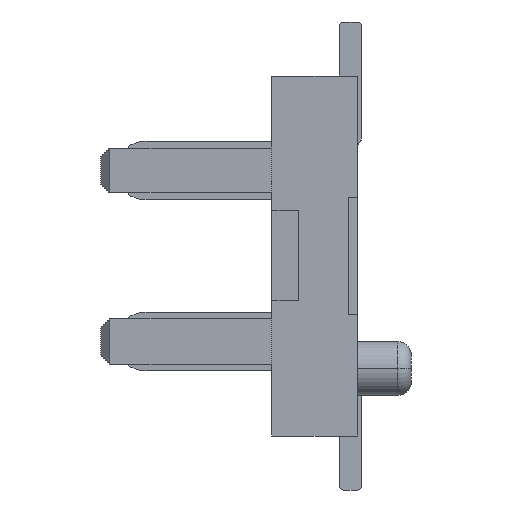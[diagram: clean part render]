
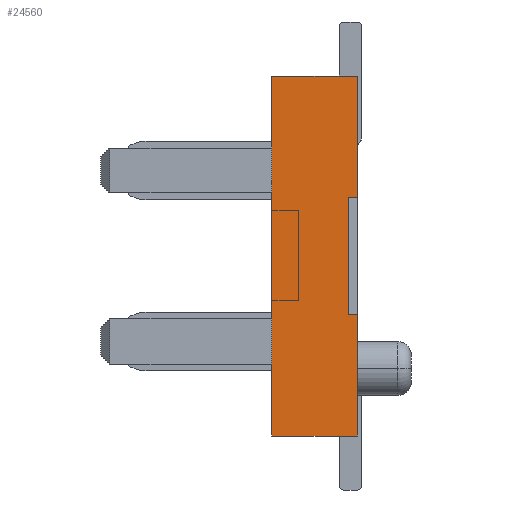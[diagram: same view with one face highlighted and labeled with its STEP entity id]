
A CAD part, left-side view. The second image highlights one B-rep face of the part: STEP entity #24560.
In plain terms, the highlighted planar face has unit normal (-1, 0, 0).
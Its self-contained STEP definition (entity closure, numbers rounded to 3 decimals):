
#1=DIRECTION('',(0.,0.,1.));
#2=VECTOR('',#1,4.);
#3=CARTESIAN_POINT('',(-12.95,0.95,-2.));
#4=LINE('',#3,#2);
#1213=DIRECTION('',(0.,1.,0.));
#1214=VECTOR('',#1213,0.95);
#1215=CARTESIAN_POINT('',(-12.95,0.,-2.));
#1216=LINE('',#1215,#1214);
#10401=DIRECTION('',(0.,0.,-1.));
#10402=VECTOR('',#10401,1.35);
#10403=CARTESIAN_POINT('',(-12.95,0.,2.));
#10404=LINE('',#10403,#10402);
#10417=DIRECTION('',(0.,0.,-1.));
#10418=VECTOR('',#10417,1.35);
#10419=CARTESIAN_POINT('',(-12.95,0.,-0.65));
#10420=LINE('',#10419,#10418);
#10431=DIRECTION('',(0.,-1.,0.));
#10432=VECTOR('',#10431,0.1);
#10433=CARTESIAN_POINT('',(-12.95,0.1,0.65));
#10434=LINE('',#10433,#10432);
#10447=DIRECTION('',(0.,1.,0.));
#10448=VECTOR('',#10447,0.1);
#10449=CARTESIAN_POINT('',(-12.95,0.,-0.65));
#10450=LINE('',#10449,#10448);
#10459=DIRECTION('',(0.,0.,1.));
#10460=VECTOR('',#10459,1.3);
#10461=CARTESIAN_POINT('',(-12.95,0.1,-0.65));
#10462=LINE('',#10461,#10460);
#10947=DIRECTION('',(0.,-1.,0.));
#10948=VECTOR('',#10947,0.95);
#10949=CARTESIAN_POINT('',(-12.95,0.95,2.));
#10950=LINE('',#10949,#10948);
#21713=CARTESIAN_POINT('',(-12.95,0.95,-2.));
#21714=CARTESIAN_POINT('',(-12.95,0.95,2.));
#21715=VERTEX_POINT('',#21713);
#21716=VERTEX_POINT('',#21714);
#21717=CARTESIAN_POINT('',(-12.95,0.,-2.));
#21718=VERTEX_POINT('',#21717);
#21719=CARTESIAN_POINT('',(-12.95,0.,-0.65));
#21720=VERTEX_POINT('',#21719);
#21721=CARTESIAN_POINT('',(-12.95,0.1,-0.65));
#21722=VERTEX_POINT('',#21721);
#21723=CARTESIAN_POINT('',(-12.95,0.1,0.65));
#21724=VERTEX_POINT('',#21723);
#21725=CARTESIAN_POINT('',(-12.95,0.,0.65));
#21726=VERTEX_POINT('',#21725);
#21727=CARTESIAN_POINT('',(-12.95,0.,2.));
#21728=VERTEX_POINT('',#21727);
#24537=CARTESIAN_POINT('',(-12.95,0.475,0.));
#24538=DIRECTION('',(1.,0.,0.));
#24539=DIRECTION('',(0.,0.,-1.));
#24540=AXIS2_PLACEMENT_3D('',#24537,#24538,#24539);
#24541=PLANE('',#24540);
#24543=ORIENTED_EDGE('',*,*,#24542,.T.);
#24545=ORIENTED_EDGE('',*,*,#24544,.T.);
#24547=ORIENTED_EDGE('',*,*,#24546,.T.);
#24549=ORIENTED_EDGE('',*,*,#24548,.F.);
#24551=ORIENTED_EDGE('',*,*,#24550,.F.);
#24553=ORIENTED_EDGE('',*,*,#24552,.F.);
#24555=ORIENTED_EDGE('',*,*,#24554,.T.);
#24557=ORIENTED_EDGE('',*,*,#24556,.T.);
#24558=EDGE_LOOP('',(#24543,#24545,#24547,#24549,#24551,#24553,#24555,#24557));
#24559=FACE_OUTER_BOUND('',#24558,.F.);
#24542=EDGE_CURVE('',#21715,#21716,#4,.T.);
#24544=EDGE_CURVE('',#21716,#21728,#10950,.T.);
#24546=EDGE_CURVE('',#21728,#21726,#10404,.T.);
#24548=EDGE_CURVE('',#21724,#21726,#10434,.T.);
#24550=EDGE_CURVE('',#21722,#21724,#10462,.T.);
#24552=EDGE_CURVE('',#21720,#21722,#10450,.T.);
#24554=EDGE_CURVE('',#21720,#21718,#10420,.T.);
#24556=EDGE_CURVE('',#21718,#21715,#1216,.T.);
#24560=ADVANCED_FACE('',(#24559),#24541,.F.);
